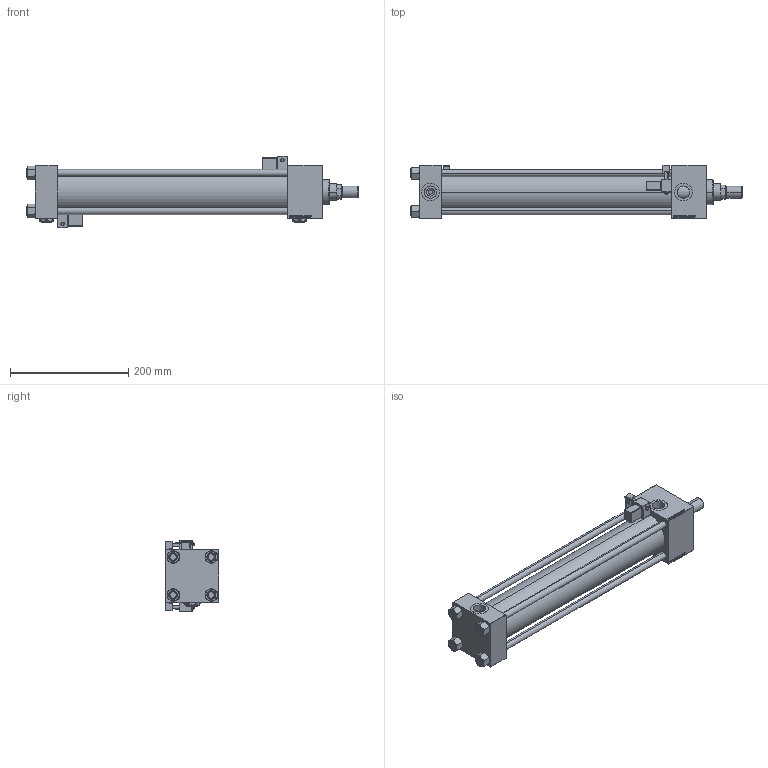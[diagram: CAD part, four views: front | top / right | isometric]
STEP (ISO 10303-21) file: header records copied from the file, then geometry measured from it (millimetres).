
FILE_DESCRIPTION (( 'STEP AP203' ), '1' );
FILE_NAME ('10cd.STEP', '2024-10-21T13:01:40', ( '' ), ( '' ), 'SwSTEP 2.0', 'SolidWorks 2019', '' );
FILE_SCHEMA (( 'CONFIG_CONTROL_DESIGN' ));
Length unit declared in the file: millimetre
Products named in the file (9): V215CR_C_Body eef88033c37143b140b99227efae472b; V215CR_VCP_C eef88033c37143b140b99227efae472b; V215_VC_A eef88033c37143b140b99227efae472b; ROD_END_AH eef88033c37143b140b99227efae472b; NUT_M5_C eef88033c37143b140b99227efae472b; V215CR_C_TYCINKA eef88033c37143b140b99227efae472b; 10cd; Zatka_pro_OIL_PORT eef88033c37143b140b99227efae472b; V215CR_MSU eef88033c37143b140b99227efae472b
Assembly tree (16 placements, depth 2):
  10cd
    V215CR_C_Body eef88033c37143b140b99227efae472b
    V215CR_VCP_C eef88033c37143b140b99227efae472b
    NUT_M5_C eef88033c37143b140b99227efae472b  x4
    V215CR_C_TYCINKA eef88033c37143b140b99227efae472b  x4
    V215_VC_A eef88033c37143b140b99227efae472b
    ROD_END_AH eef88033c37143b140b99227efae472b
    V215CR_MSU eef88033c37143b140b99227efae472b  x2
    Zatka_pro_OIL_PORT eef88033c37143b140b99227efae472b  x2
Bounding box: 561 x 90.53 x 121.57 mm (x, y, z)
Volume: 1548042.1 mm3; surface area: 414256.6 mm2
Topology: 16 solids, 16 shells, 1418 faces, 3494 edges, 2215 vertices
Faces by surface type: plane 636, bspline 392, cone 182, cylinder 162, sphere 24, torus 22
Entity records: 54963 total; most frequent: CARTESIAN_POINT 28170, ORIENTED_EDGE 5906, DIRECTION 4021, EDGE_CURVE 2953, VERTEX_POINT 1917, VECTOR 1747, LINE 1747, EDGE_LOOP 1320
